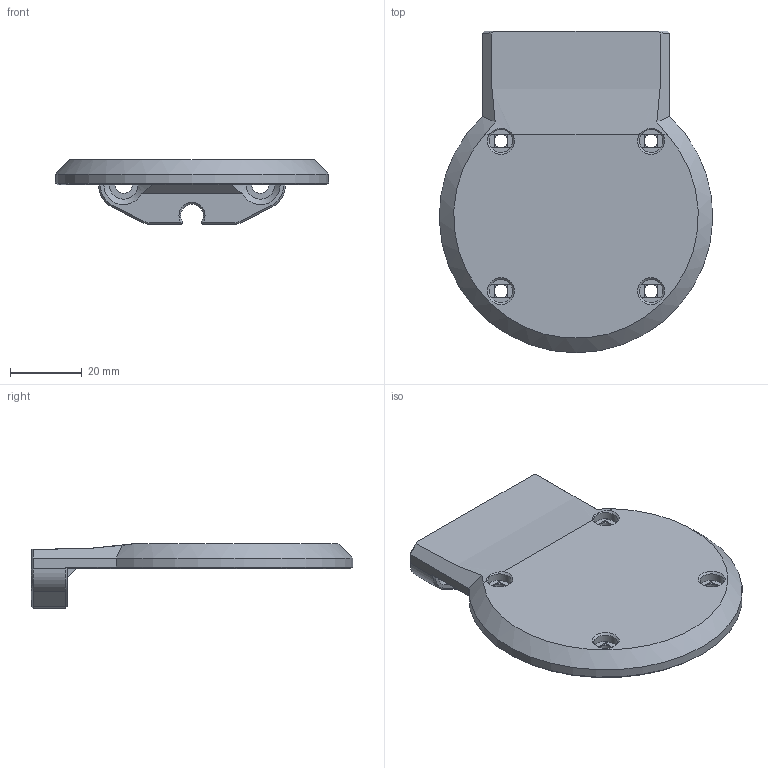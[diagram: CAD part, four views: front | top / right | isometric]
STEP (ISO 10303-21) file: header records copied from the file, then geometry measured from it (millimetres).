
FILE_DESCRIPTION(/* description */ (''),/* implementation_level */ '2;1');
FILE_NAME(/* name */ 'RPLidar_Mount_low.step',/* time_stamp */ '2025-11-17T15:53:27+01:00',/* author */ (''),/* organization */ (''),/* preprocessor_version */ 'ST-DEVELOPER v20.1',/* originating_system */ 'Autodesk Translation Framework v14.21.0.0',/* authorisation */ '');
FILE_SCHEMA (('AUTOMOTIVE_DESIGN { 1 0 10303 214 3 1 1 }'));
Length unit declared in the file: millimetre
Products named in the file (2): RPLidar Mount alternative; Enforcer
Assembly tree (1 placements, depth 2):
  RPLidar Mount alternative
    Enforcer
Bounding box: 75.95 x 89.37 x 18 mm (x, y, z)
Volume: 36798.7 mm3; surface area: 13890.1 mm2
Topology: 1 solids, 1 shells, 132 faces, 330 edges, 198 vertices
Faces by surface type: plane 83, cone 28, cylinder 20, bspline 1
Full cylindrical faces by diameter (mm): 3.8 x4, 4.8 x2, 6.5 x4, 8 x2
Entity records: 4001 total; most frequent: CARTESIAN_POINT 757, DIRECTION 685, ORIENTED_EDGE 660, EDGE_CURVE 330, AXIS2_PLACEMENT_3D 238, LINE 209, VECTOR 209, VERTEX_POINT 198
